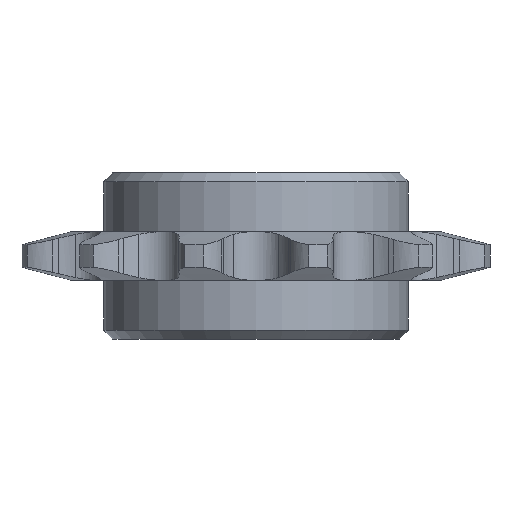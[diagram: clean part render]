
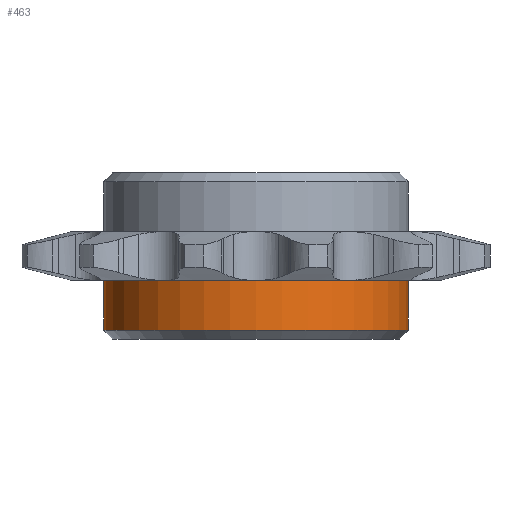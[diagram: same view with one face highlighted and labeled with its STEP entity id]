
A CAD part, front view. The second image highlights one B-rep face of the part: STEP entity #463.
In plain terms, the highlighted cylindrical face has radius 8.731 mm (diameter 17.462 mm), a partial arc.
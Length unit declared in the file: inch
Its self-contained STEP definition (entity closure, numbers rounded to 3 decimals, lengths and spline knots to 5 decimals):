
#192 = DIRECTION ( 'NONE',  ( 0., 0., -1. ) ) ;
#206 = VERTEX_POINT ( 'NONE', #3100 ) ;
#463 = ADVANCED_FACE ( 'NONE', ( #2634 ), #757, .T. ) ;
#468 = AXIS2_PLACEMENT_3D ( 'NONE', #2901, #4700, #1195 ) ;
#515 = VECTOR ( 'NONE', #2041, 39.37008 ) ;
#592 = ORIENTED_EDGE ( 'NONE', *, *, #4822, .T. ) ;
#612 = DIRECTION ( 'NONE',  ( 1., 0., 0. ) ) ;
#757 = CYLINDRICAL_SURFACE ( 'NONE', #468, 0.34375 ) ;
#863 = ORIENTED_EDGE ( 'NONE', *, *, #1440, .F. ) ;
#1056 = DIRECTION ( 'NONE',  ( 0., 0., 1. ) ) ;
#1094 = LINE ( 'NONE', #5054, #515 ) ;
#1121 = LINE ( 'NONE', #1572, #3122 ) ;
#1195 = DIRECTION ( 'NONE',  ( -1., 0., 0. ) ) ;
#1440 = EDGE_CURVE ( 'NONE', #206, #3290, #1121, .T. ) ;
#1557 = CIRCLE ( 'NONE', #1651, 0.34375 ) ;
#1572 = CARTESIAN_POINT ( 'NONE',  ( 0.34375, 0., 0.1875 ) ) ;
#1651 = AXIS2_PLACEMENT_3D ( 'NONE', #3310, #1056, #612 ) ;
#1655 = CARTESIAN_POINT ( 'NONE',  ( -0.34375, 0., -0.055 ) ) ;
#1898 = EDGE_CURVE ( 'NONE', #4893, #2897, #1094, .T. ) ;
#2041 = DIRECTION ( 'NONE',  ( 0., 0., -1. ) ) ;
#2139 = EDGE_CURVE ( 'NONE', #206, #4893, #3659, .T. ) ;
#2634 = FACE_OUTER_BOUND ( 'NONE', #4778, .T. ) ;
#2897 = VERTEX_POINT ( 'NONE', #4461 ) ;
#2901 = CARTESIAN_POINT ( 'NONE',  ( 0., 0., 0.1875 ) ) ;
#3100 = CARTESIAN_POINT ( 'NONE',  ( 0.34375, 0., -0.055 ) ) ;
#3122 = VECTOR ( 'NONE', #192, 39.37008 ) ;
#3161 = DIRECTION ( 'NONE',  ( 0., 0., -1. ) ) ;
#3290 = VERTEX_POINT ( 'NONE', #3382 ) ;
#3310 = CARTESIAN_POINT ( 'NONE',  ( 0., 0., -0.1675 ) ) ;
#3382 = CARTESIAN_POINT ( 'NONE',  ( 0.34375, 0., -0.1675 ) ) ;
#3659 = CIRCLE ( 'NONE', #4837, 0.34375 ) ;
#3761 = ORIENTED_EDGE ( 'NONE', *, *, #2139, .T. ) ;
#4428 = DIRECTION ( 'NONE',  ( 1., 0., 0. ) ) ;
#4461 = CARTESIAN_POINT ( 'NONE',  ( -0.34375, 0., -0.1675 ) ) ;
#4700 = DIRECTION ( 'NONE',  ( 0., 0., -1. ) ) ;
#4778 = EDGE_LOOP ( 'NONE', ( #863, #3761, #5031, #592 ) ) ;
#4822 = EDGE_CURVE ( 'NONE', #2897, #3290, #1557, .T. ) ;
#4837 = AXIS2_PLACEMENT_3D ( 'NONE', #4846, #3161, #4428 ) ;
#4846 = CARTESIAN_POINT ( 'NONE',  ( 0., 0., -0.055 ) ) ;
#4893 = VERTEX_POINT ( 'NONE', #1655 ) ;
#5031 = ORIENTED_EDGE ( 'NONE', *, *, #1898, .T. ) ;
#5054 = CARTESIAN_POINT ( 'NONE',  ( -0.34375, 0., 0.1875 ) ) ;
